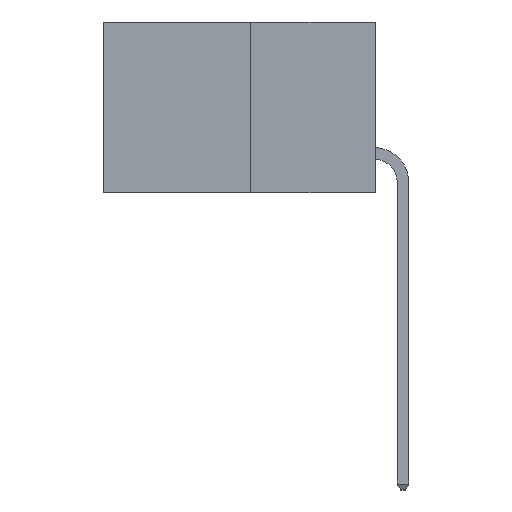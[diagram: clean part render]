
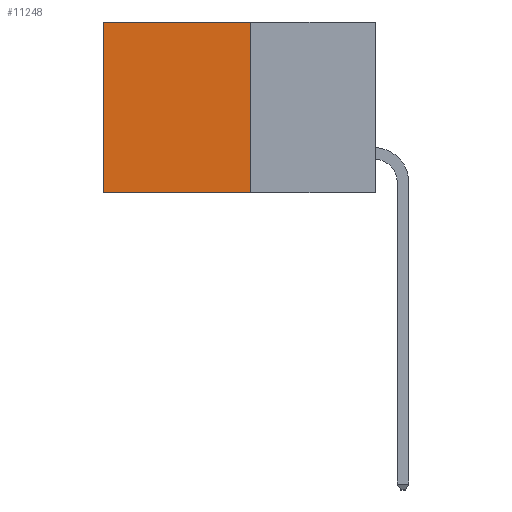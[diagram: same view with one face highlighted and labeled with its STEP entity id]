
A CAD part, left-side view. The second image highlights one B-rep face of the part: STEP entity #11248.
In plain terms, the highlighted planar face has unit normal (-1, 0, 0).
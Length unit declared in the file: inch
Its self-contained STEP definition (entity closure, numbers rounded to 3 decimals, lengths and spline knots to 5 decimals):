
#485 = ORIENTED_EDGE ( 'NONE', *, *, #9278, .T. ) ;
#527 = EDGE_CURVE ( 'NONE', #9094, #8228, #11213, .T. ) ;
#634 = ORIENTED_EDGE ( 'NONE', *, *, #527, .F. ) ;
#770 = ORIENTED_EDGE ( 'NONE', *, *, #9045, .F. ) ;
#919 = ORIENTED_EDGE ( 'NONE', *, *, #2998, .T. ) ;
#2998 = EDGE_CURVE ( 'NONE', #3436, #5729, #7315, .T. ) ;
#3363 = PLANE ( 'NONE',  #4704 ) ;
#3436 = VERTEX_POINT ( 'NONE', #6705 ) ;
#3877 = CARTESIAN_POINT ( 'NONE',  ( 0.277, 0.27, -0.37 ) ) ;
#3919 = CARTESIAN_POINT ( 'NONE',  ( 0.277, 0.27, 0. ) ) ;
#4061 = FACE_OUTER_BOUND ( 'NONE', #10247, .T. ) ;
#4704 = AXIS2_PLACEMENT_3D ( 'NONE', #5228, #11501, #6111 ) ;
#5228 = CARTESIAN_POINT ( 'NONE',  ( 0.277, 0.27, -0.37 ) ) ;
#5729 = VERTEX_POINT ( 'NONE', #9098 ) ;
#6111 = DIRECTION ( 'NONE',  ( 0., 0., -1. ) ) ;
#6472 = VECTOR ( 'NONE', #7751, 39.37008 ) ;
#6683 = VECTOR ( 'NONE', #10192, 39.37008 ) ;
#6705 = CARTESIAN_POINT ( 'NONE',  ( 0.277, 0.59, 0. ) ) ;
#7315 = LINE ( 'NONE', #8243, #11830 ) ;
#7653 = DIRECTION ( 'NONE',  ( 0., 0., -1. ) ) ;
#7751 = DIRECTION ( 'NONE',  ( 0., 1., 0. ) ) ;
#8228 = VERTEX_POINT ( 'NONE', #8942 ) ;
#8243 = CARTESIAN_POINT ( 'NONE',  ( 0.277, 0.59, -0.37 ) ) ;
#8637 = CARTESIAN_POINT ( 'NONE',  ( 0.277, 0.27, 0. ) ) ;
#8942 = CARTESIAN_POINT ( 'NONE',  ( 0.277, 0.27, -0.37 ) ) ;
#9045 = EDGE_CURVE ( 'NONE', #8228, #5729, #10870, .T. ) ;
#9094 = VERTEX_POINT ( 'NONE', #3919 ) ;
#9098 = CARTESIAN_POINT ( 'NONE',  ( 0.277, 0.59, -0.37 ) ) ;
#9278 = EDGE_CURVE ( 'NONE', #9094, #3436, #10996, .T. ) ;
#9969 = CARTESIAN_POINT ( 'NONE',  ( 0.277, 0.27, -0.37 ) ) ;
#10192 = DIRECTION ( 'NONE',  ( 0., 0., -1. ) ) ;
#10193 = DIRECTION ( 'NONE',  ( 0., 1., 0. ) ) ;
#10247 = EDGE_LOOP ( 'NONE', ( #919, #770, #634, #485 ) ) ;
#10870 = LINE ( 'NONE', #3877, #11417 ) ;
#10996 = LINE ( 'NONE', #8637, #6472 ) ;
#11213 = LINE ( 'NONE', #9969, #6683 ) ;
#11248 = ADVANCED_FACE ( 'NONE', ( #4061 ), #3363, .F. ) ;
#11417 = VECTOR ( 'NONE', #10193, 39.37008 ) ;
#11501 = DIRECTION ( 'NONE',  ( 1., 0., 0. ) ) ;
#11830 = VECTOR ( 'NONE', #7653, 39.37008 ) ;
